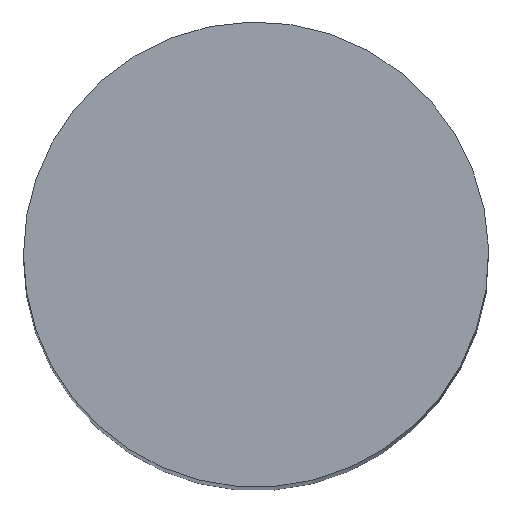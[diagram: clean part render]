
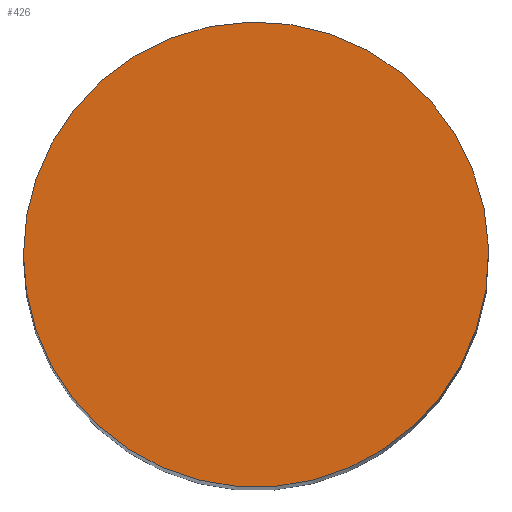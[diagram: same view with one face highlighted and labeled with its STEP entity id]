
A CAD part, top view. The second image highlights one B-rep face of the part: STEP entity #426.
In plain terms, the highlighted planar face has unit normal (0, 0, 1).
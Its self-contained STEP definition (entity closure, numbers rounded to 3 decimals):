
#203=CARTESIAN_POINT('',(0.,0.,200.));
#204=DIRECTION('',(0.,0.,1.));
#205=DIRECTION('',(-0.878,0.479,0.));
#206=AXIS2_PLACEMENT_3D('',#203,#204,#205);
#211=CARTESIAN_POINT('',(0.,0.,200.));
#212=DIRECTION('',(0.,0.,1.));
#213=DIRECTION('',(0.878,-0.479,0.));
#214=AXIS2_PLACEMENT_3D('',#211,#212,#213);
#219=CARTESIAN_POINT('',(0.,0.,200.));
#220=DIRECTION('',(0.,0.,1.));
#221=DIRECTION('',(-1.,0.,0.));
#222=AXIS2_PLACEMENT_3D('',#219,#220,#221);
#251=CARTESIAN_POINT('',(-10.97,5.993,200.));
#252=VERTEX_POINT('',#251);
#253=CARTESIAN_POINT('',(10.97,-5.993,200.));
#254=VERTEX_POINT('',#253);
#255=CARTESIAN_POINT('',(-12.5,0.,200.));
#256=VERTEX_POINT('',#255);
#416=CARTESIAN_POINT('',(-10.875,0.,200.));
#417=DIRECTION('',(0.,0.,-1.));
#418=DIRECTION('',(1.,0.,0.));
#419=AXIS2_PLACEMENT_3D('',#416,#417,#418);
#420=PLANE('',#419);
#421=ORIENTED_EDGE('',*,*,#409,.F.);
#422=ORIENTED_EDGE('',*,*,#393,.F.);
#423=ORIENTED_EDGE('',*,*,#411,.F.);
#424=EDGE_LOOP('',(#421,#422,#423));
#425=FACE_OUTER_BOUND('',#424,.F.);
#207=CIRCLE('',#206,12.5);
#215=CIRCLE('',#214,12.5);
#223=CIRCLE('',#222,12.5);
#393=EDGE_CURVE('',#254,#252,#215,.T.);
#409=EDGE_CURVE('',#252,#256,#207,.T.);
#411=EDGE_CURVE('',#256,#254,#223,.T.);
#426=ADVANCED_FACE('',(#425),#420,.F.);
